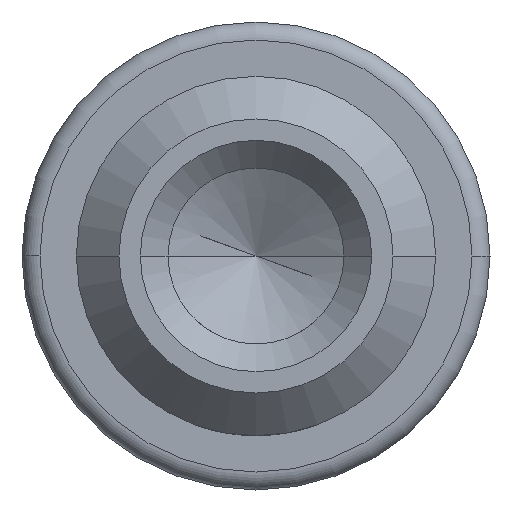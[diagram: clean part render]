
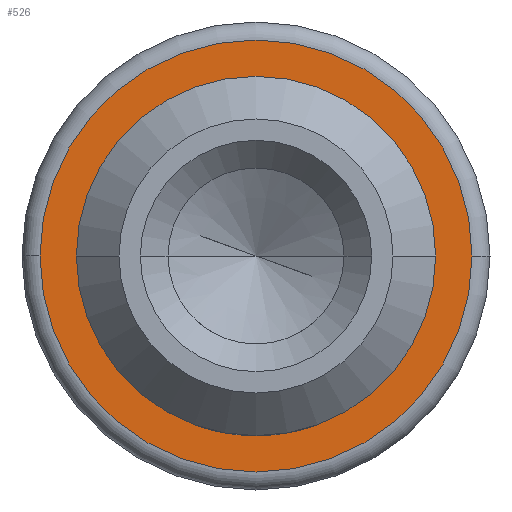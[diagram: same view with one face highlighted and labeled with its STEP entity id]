
A CAD part, front view. The second image highlights one B-rep face of the part: STEP entity #526.
In plain terms, the highlighted planar face has unit normal (0, -1, 0).
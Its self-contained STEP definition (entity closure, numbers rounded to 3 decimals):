
#64=CARTESIAN_POINT('',(0.,0.,0.));
#65=DIRECTION('',(0.,-1.,0.));
#66=DIRECTION('',(1.,0.,0.));
#67=AXIS2_PLACEMENT_3D('',#64,#65,#66);
#79=CARTESIAN_POINT('',(0.,0.,0.));
#80=DIRECTION('',(0.,-1.,0.));
#81=DIRECTION('',(-1.,0.,0.));
#82=AXIS2_PLACEMENT_3D('',#79,#80,#81);
#117=CARTESIAN_POINT('',(0.,0.,0.));
#118=DIRECTION('',(0.,1.,0.));
#119=DIRECTION('',(-1.,0.,0.));
#120=AXIS2_PLACEMENT_3D('',#117,#118,#119);
#152=CARTESIAN_POINT('',(0.,0.,0.));
#153=DIRECTION('',(0.,-1.,0.));
#154=DIRECTION('',(-1.,0.,0.));
#155=AXIS2_PLACEMENT_3D('',#152,#153,#154);
#318=CARTESIAN_POINT('',(-1.298,0.,0.));
#320=VERTEX_POINT('',#318);
#326=CARTESIAN_POINT('',(1.298,0.,0.));
#328=VERTEX_POINT('',#326);
#346=CARTESIAN_POINT('',(1.56,0.,0.));
#347=CARTESIAN_POINT('',(-1.56,0.,0.));
#348=VERTEX_POINT('',#346);
#349=VERTEX_POINT('',#347);
#510=CARTESIAN_POINT('',(0.,0.,0.));
#511=DIRECTION('',(0.,1.,0.));
#512=DIRECTION('',(1.,0.,0.));
#513=AXIS2_PLACEMENT_3D('',#510,#511,#512);
#514=PLANE('',#513);
#515=ORIENTED_EDGE('',*,*,#500,.F.);
#517=ORIENTED_EDGE('',*,*,#516,.F.);
#518=EDGE_LOOP('',(#515,#517));
#519=FACE_OUTER_BOUND('',#518,.F.);
#521=ORIENTED_EDGE('',*,*,#520,.F.);
#523=ORIENTED_EDGE('',*,*,#522,.T.);
#524=EDGE_LOOP('',(#521,#523));
#525=FACE_BOUND('',#524,.F.);
#526=ADVANCED_FACE('',(#519,#525),#514,.F.);
#68=CIRCLE('',#67,1.56);
#83=CIRCLE('',#82,1.56);
#121=CIRCLE('',#120,1.298);
#156=CIRCLE('',#155,1.298);
#500=EDGE_CURVE('',#348,#349,#68,.T.);
#516=EDGE_CURVE('',#349,#348,#83,.T.);
#520=EDGE_CURVE('',#320,#328,#121,.T.);
#522=EDGE_CURVE('',#320,#328,#156,.T.);
